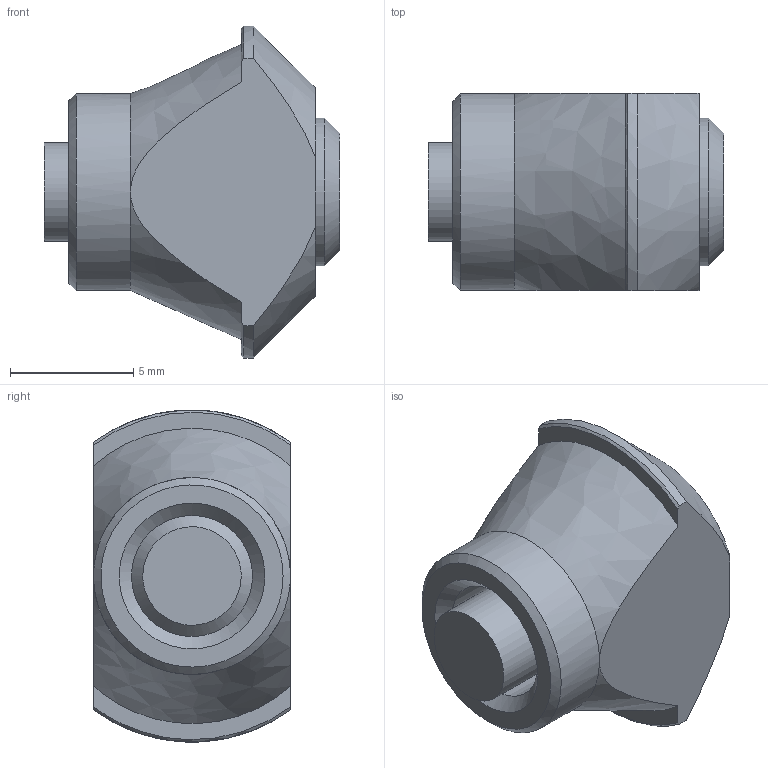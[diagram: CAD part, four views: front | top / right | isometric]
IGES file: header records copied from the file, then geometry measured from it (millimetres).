
Global section: file name: SZ7000N_A; native system: Autodesk Inventor 2015; preprocessor: unknown; author: Behrens; date: 20151118.095718; units: millimetre
Bounding box: 12 x 8 x 13.49 mm (x, y, z)
Volume: 744.8 mm3; surface area: 833.2 mm2
Topology: 2 solids, 2 shells, 32 faces, 82 edges, 54 vertices
Faces by surface type: bspline 32
